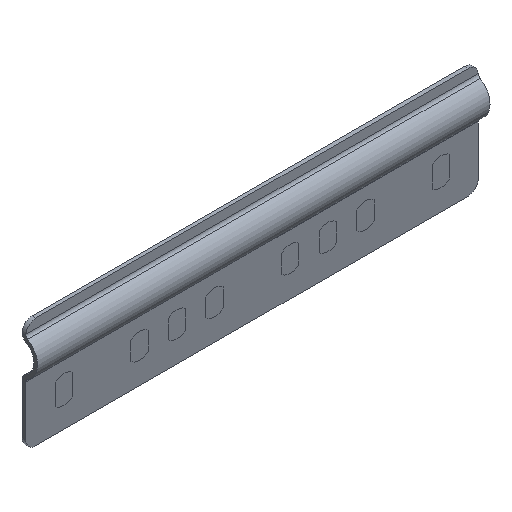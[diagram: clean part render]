
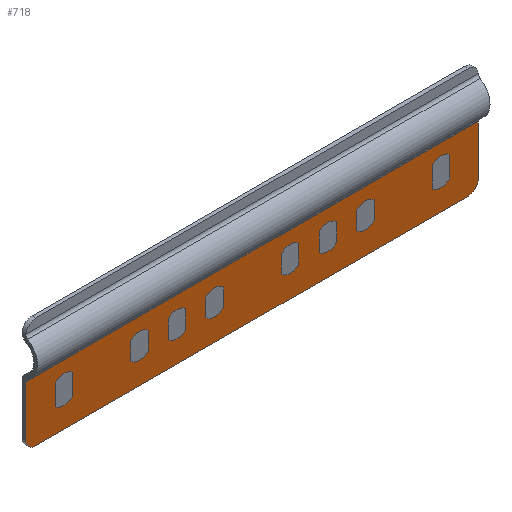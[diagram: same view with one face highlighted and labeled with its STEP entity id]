
A CAD part, isometric view. The second image highlights one B-rep face of the part: STEP entity #718.
In plain terms, the highlighted planar face has unit normal (0, -1, 0).
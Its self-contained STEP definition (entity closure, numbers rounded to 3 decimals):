
#74=PLANE('',#774);
#108=FACE_OUTER_BOUND('',#142,.T.);
#142=EDGE_LOOP('',(#616,#617,#618,#619,#620,#621));
#177=CIRCLE('',#770,4.);
#179=CIRCLE('',#773,4.);
#213=LINE('',#1062,#269);
#216=LINE('',#1076,#272);
#225=LINE('',#1132,#281);
#235=LINE('',#1165,#291);
#269=VECTOR('',#831,1.);
#272=VECTOR('',#844,1.);
#281=VECTOR('',#881,1.);
#291=VECTOR('',#909,1.);
#326=VERTEX_POINT('',#1059);
#327=VERTEX_POINT('',#1061);
#332=VERTEX_POINT('',#1074);
#333=VERTEX_POINT('',#1075);
#348=VERTEX_POINT('',#1131);
#355=VERTEX_POINT('',#1163);
#422=EDGE_CURVE('',#326,#327,#213,.T.);
#428=EDGE_CURVE('',#332,#333,#216,.F.);
#449=EDGE_CURVE('',#327,#348,#225,.T.);
#463=EDGE_CURVE('',#326,#355,#235,.T.);
#465=EDGE_CURVE('',#333,#355,#177,.T.);
#467=EDGE_CURVE('',#348,#332,#179,.T.);
#616=ORIENTED_EDGE('',*,*,#428,.F.);
#617=ORIENTED_EDGE('',*,*,#467,.F.);
#618=ORIENTED_EDGE('',*,*,#449,.F.);
#619=ORIENTED_EDGE('',*,*,#422,.F.);
#620=ORIENTED_EDGE('',*,*,#463,.T.);
#621=ORIENTED_EDGE('',*,*,#465,.F.);
#718=ADVANCED_FACE('',(#108),#74,.F.);
#770=AXIS2_PLACEMENT_3D('',#1168,#914,#915);
#773=AXIS2_PLACEMENT_3D('',#1171,#920,#921);
#774=AXIS2_PLACEMENT_3D('',#1172,#922,#923);
#831=DIRECTION('',(1.,0.,0.));
#844=DIRECTION('',(1.,0.,0.));
#881=DIRECTION('',(0.,0.,-1.));
#909=DIRECTION('',(0.,0.,-1.));
#914=DIRECTION('center_axis',(0.,1.,0.));
#915=DIRECTION('ref_axis',(0.,0.,-1.));
#920=DIRECTION('center_axis',(0.,1.,0.));
#921=DIRECTION('ref_axis',(0.,0.,-1.));
#922=DIRECTION('center_axis',(0.,1.,0.));
#923=DIRECTION('ref_axis',(-1.,0.,0.));
#1059=CARTESIAN_POINT('',(1.83,-0.277,19.902));
#1061=CARTESIAN_POINT('',(181.83,-0.277,19.902));
#1062=CARTESIAN_POINT('',(1.83,-0.277,19.902));
#1074=CARTESIAN_POINT('',(177.83,-0.277,-4.));
#1075=CARTESIAN_POINT('',(5.83,-0.277,-4.));
#1076=CARTESIAN_POINT('',(91.83,-0.277,-4.));
#1131=CARTESIAN_POINT('',(181.83,-0.277,0.));
#1132=CARTESIAN_POINT('',(181.83,-0.277,9.951));
#1163=CARTESIAN_POINT('',(1.83,-0.277,0.));
#1165=CARTESIAN_POINT('',(1.83,-0.277,9.951));
#1168=CARTESIAN_POINT('Origin',(5.83,-0.277,0.));
#1171=CARTESIAN_POINT('Origin',(177.83,-0.277,0.));
#1172=CARTESIAN_POINT('Origin',(63.149,-0.277,2.935));
